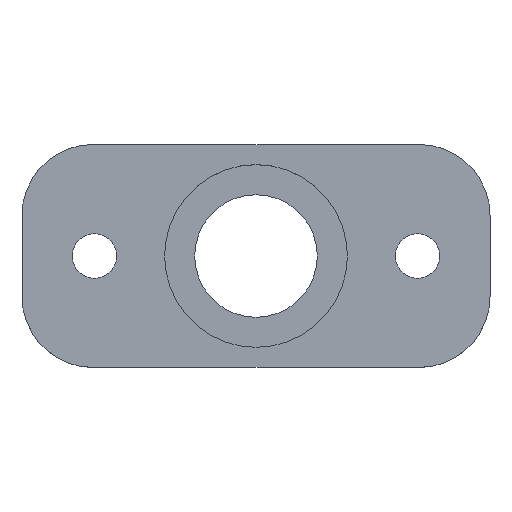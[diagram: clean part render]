
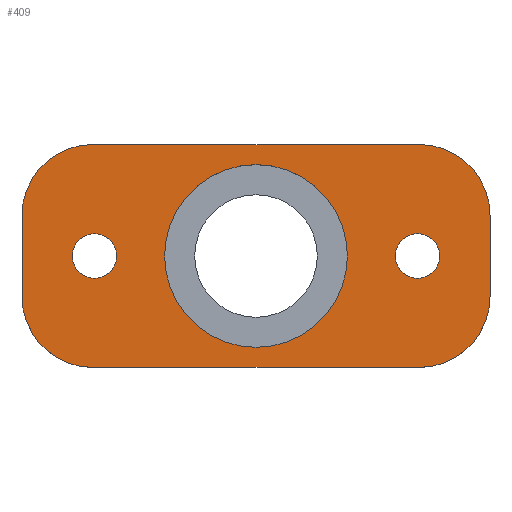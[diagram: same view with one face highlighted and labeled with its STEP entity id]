
A CAD part, top view. The second image highlights one B-rep face of the part: STEP entity #409.
In plain terms, the highlighted planar face has unit normal (0, 0, 1).
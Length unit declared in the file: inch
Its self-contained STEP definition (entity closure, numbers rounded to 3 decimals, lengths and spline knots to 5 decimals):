
#19=FACE_BOUND('',#139,.T.);
#20=FACE_BOUND('',#140,.T.);
#21=FACE_BOUND('',#141,.T.);
#28=PLANE('',#485);
#38=LINE('',#677,#62);
#42=LINE('',#686,#66);
#46=LINE('',#707,#70);
#52=LINE('',#740,#76);
#62=VECTOR('',#547,0.3937);
#66=VECTOR('',#557,0.3937);
#70=VECTOR('',#581,0.3937);
#76=VECTOR('',#621,0.3937);
#111=FACE_OUTER_BOUND('',#138,.T.);
#138=EDGE_LOOP('',(#369,#370,#371,#372,#373,#374,#375,#376));
#139=EDGE_LOOP('',(#377,#378));
#140=EDGE_LOOP('',(#379,#380));
#141=EDGE_LOOP('',(#381,#382));
#158=CIRCLE('',#456,0.25);
#159=CIRCLE('',#459,0.25);
#164=CIRCLE('',#466,0.25);
#165=CIRCLE('',#469,0.25);
#166=CIRCLE('',#471,0.07874);
#167=CIRCLE('',#472,0.07874);
#168=CIRCLE('',#474,0.07874);
#169=CIRCLE('',#475,0.07874);
#173=CIRCLE('',#481,0.32283);
#174=CIRCLE('',#482,0.32283);
#191=VERTEX_POINT('',#674);
#192=VERTEX_POINT('',#676);
#193=VERTEX_POINT('',#680);
#194=VERTEX_POINT('',#684);
#195=VERTEX_POINT('',#688);
#200=VERTEX_POINT('',#701);
#201=VERTEX_POINT('',#703);
#202=VERTEX_POINT('',#709);
#203=VERTEX_POINT('',#713);
#204=VERTEX_POINT('',#714);
#205=VERTEX_POINT('',#719);
#206=VERTEX_POINT('',#720);
#210=VERTEX_POINT('',#732);
#211=VERTEX_POINT('',#733);
#237=EDGE_CURVE('',#192,#191,#38,.T.);
#240=EDGE_CURVE('',#193,#191,#158,.T.);
#242=EDGE_CURVE('',#193,#194,#42,.T.);
#244=EDGE_CURVE('',#195,#194,#159,.T.);
#250=EDGE_CURVE('',#200,#201,#164,.T.);
#252=EDGE_CURVE('',#195,#201,#46,.T.);
#253=EDGE_CURVE('',#192,#202,#165,.T.);
#255=EDGE_CURVE('',#203,#204,#166,.T.);
#256=EDGE_CURVE('',#204,#203,#167,.T.);
#258=EDGE_CURVE('',#205,#206,#168,.T.);
#259=EDGE_CURVE('',#206,#205,#169,.T.);
#264=EDGE_CURVE('',#210,#211,#173,.T.);
#265=EDGE_CURVE('',#211,#210,#174,.T.);
#268=EDGE_CURVE('',#200,#202,#52,.T.);
#369=ORIENTED_EDGE('',*,*,#250,.F.);
#370=ORIENTED_EDGE('',*,*,#268,.T.);
#371=ORIENTED_EDGE('',*,*,#253,.F.);
#372=ORIENTED_EDGE('',*,*,#237,.T.);
#373=ORIENTED_EDGE('',*,*,#240,.F.);
#374=ORIENTED_EDGE('',*,*,#242,.T.);
#375=ORIENTED_EDGE('',*,*,#244,.F.);
#376=ORIENTED_EDGE('',*,*,#252,.T.);
#377=ORIENTED_EDGE('',*,*,#255,.T.);
#378=ORIENTED_EDGE('',*,*,#256,.T.);
#379=ORIENTED_EDGE('',*,*,#258,.T.);
#380=ORIENTED_EDGE('',*,*,#259,.T.);
#381=ORIENTED_EDGE('',*,*,#264,.T.);
#382=ORIENTED_EDGE('',*,*,#265,.T.);
#409=ADVANCED_FACE('',(#111,#19,#20,#21),#28,.T.);
#456=AXIS2_PLACEMENT_3D('',#682,#552,#553);
#459=AXIS2_PLACEMENT_3D('',#690,#561,#562);
#466=AXIS2_PLACEMENT_3D('',#704,#576,#577);
#469=AXIS2_PLACEMENT_3D('',#710,#584,#585);
#471=AXIS2_PLACEMENT_3D('',#715,#589,#590);
#472=AXIS2_PLACEMENT_3D('',#716,#591,#592);
#474=AXIS2_PLACEMENT_3D('',#721,#596,#597);
#475=AXIS2_PLACEMENT_3D('',#722,#598,#599);
#481=AXIS2_PLACEMENT_3D('',#734,#611,#612);
#482=AXIS2_PLACEMENT_3D('',#735,#613,#614);
#485=AXIS2_PLACEMENT_3D('',#741,#622,#623);
#547=DIRECTION('',(0.,1.,0.));
#552=DIRECTION('center_axis',(0.,0.,-1.));
#553=DIRECTION('ref_axis',(0.707,0.707,0.));
#557=DIRECTION('',(-1.,0.,0.));
#561=DIRECTION('center_axis',(0.,0.,-1.));
#562=DIRECTION('ref_axis',(-0.707,0.707,0.));
#576=DIRECTION('center_axis',(0.,0.,-1.));
#577=DIRECTION('ref_axis',(-0.707,-0.707,0.));
#581=DIRECTION('',(0.,-1.,0.));
#584=DIRECTION('center_axis',(0.,0.,-1.));
#585=DIRECTION('ref_axis',(0.707,-0.707,0.));
#589=DIRECTION('center_axis',(0.,0.,-1.));
#590=DIRECTION('ref_axis',(1.,0.,0.));
#591=DIRECTION('center_axis',(0.,0.,-1.));
#592=DIRECTION('ref_axis',(1.,0.,0.));
#596=DIRECTION('center_axis',(0.,0.,-1.));
#597=DIRECTION('ref_axis',(1.,0.,0.));
#598=DIRECTION('center_axis',(0.,0.,-1.));
#599=DIRECTION('ref_axis',(1.,0.,0.));
#611=DIRECTION('center_axis',(0.,0.,-1.));
#612=DIRECTION('ref_axis',(1.,0.,0.));
#613=DIRECTION('center_axis',(0.,0.,-1.));
#614=DIRECTION('ref_axis',(1.,0.,0.));
#621=DIRECTION('',(1.,0.,0.));
#622=DIRECTION('center_axis',(0.,0.,1.));
#623=DIRECTION('ref_axis',(1.,0.,0.));
#674=CARTESIAN_POINT('',(1.81102,0.5374,0.15748));
#676=CARTESIAN_POINT('',(1.81102,0.25,0.15748));
#677=CARTESIAN_POINT('',(1.81102,0.,0.15748));
#680=CARTESIAN_POINT('',(1.56102,0.7874,0.15748));
#682=CARTESIAN_POINT('Origin',(1.56102,0.5374,0.15748));
#684=CARTESIAN_POINT('',(0.40748,0.7874,0.15748));
#686=CARTESIAN_POINT('',(1.9685,0.7874,0.15748));
#688=CARTESIAN_POINT('',(0.15748,0.5374,0.15748));
#690=CARTESIAN_POINT('Origin',(0.40748,0.5374,0.15748));
#701=CARTESIAN_POINT('',(0.40748,0.,0.15748));
#703=CARTESIAN_POINT('',(0.15748,0.25,0.15748));
#704=CARTESIAN_POINT('Origin',(0.40748,0.25,0.15748));
#707=CARTESIAN_POINT('',(0.15748,0.7874,0.15748));
#709=CARTESIAN_POINT('',(1.56102,0.,0.15748));
#710=CARTESIAN_POINT('Origin',(1.56102,0.25,0.15748));
#713=CARTESIAN_POINT('',(0.49213,0.3937,0.15748));
#714=CARTESIAN_POINT('',(0.33465,0.3937,0.15748));
#715=CARTESIAN_POINT('Origin',(0.41339,0.3937,0.15748));
#716=CARTESIAN_POINT('Origin',(0.41339,0.3937,0.15748));
#719=CARTESIAN_POINT('',(1.63386,0.3937,0.15748));
#720=CARTESIAN_POINT('',(1.47638,0.3937,0.15748));
#721=CARTESIAN_POINT('Origin',(1.55512,0.3937,0.15748));
#722=CARTESIAN_POINT('Origin',(1.55512,0.3937,0.15748));
#732=CARTESIAN_POINT('',(1.30709,0.3937,0.15748));
#733=CARTESIAN_POINT('',(0.66142,0.3937,0.15748));
#734=CARTESIAN_POINT('Origin',(0.98425,0.3937,0.15748));
#735=CARTESIAN_POINT('Origin',(0.98425,0.3937,0.15748));
#740=CARTESIAN_POINT('',(0.,0.,0.15748));
#741=CARTESIAN_POINT('Origin',(0.98425,0.3937,0.15748));
